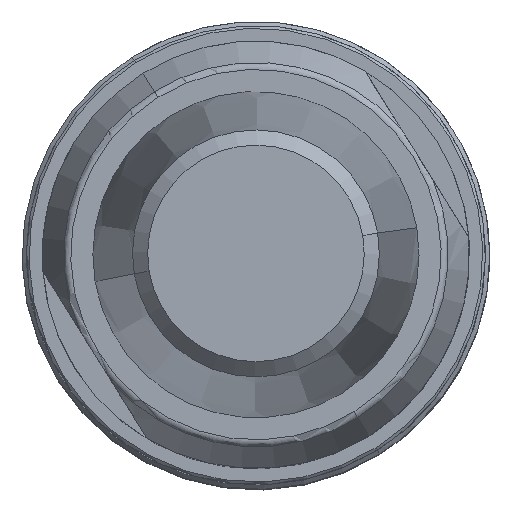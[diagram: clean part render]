
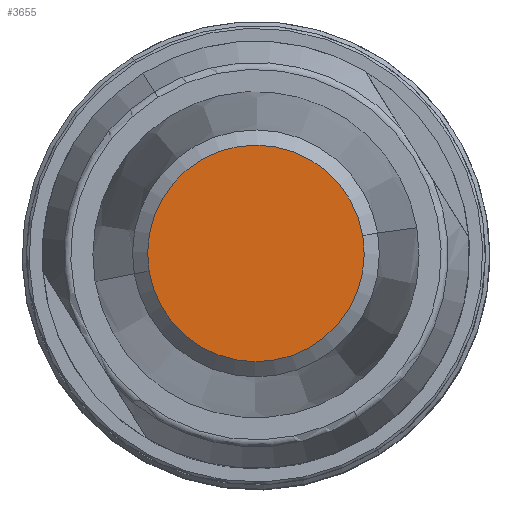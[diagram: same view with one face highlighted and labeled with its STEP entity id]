
A CAD part, top view. The second image highlights one B-rep face of the part: STEP entity #3655.
In plain terms, the highlighted planar face has unit normal (0, 0, 1).
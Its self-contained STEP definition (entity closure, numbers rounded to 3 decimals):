
#3617=AXIS2_PLACEMENT_3D('Circle Axis2P3D',#3615,#3616,$) ;
#3635=AXIS2_PLACEMENT_3D('Circle Axis2P3D',#3633,#3634,$) ;
#3649=AXIS2_PLACEMENT_3D('Plane Axis2P3D',#3646,#3647,#3648) ;
#3605=CARTESIAN_POINT('Vertex',(5.025,8.543,71.5)) ;
#3612=CARTESIAN_POINT('Vertex',(13.475,9.957,71.5)) ;
#3615=CARTESIAN_POINT('Axis2P3D Location',(9.25,9.25,71.5)) ;
#3633=CARTESIAN_POINT('Axis2P3D Location',(9.25,9.25,71.5)) ;
#3646=CARTESIAN_POINT('Axis2P3D Location',(9.25,9.25,71.5)) ;
#3616=DIRECTION('Axis2P3D Direction',(0.,0.,-1.)) ;
#3634=DIRECTION('Axis2P3D Direction',(0.,0.,-1.)) ;
#3647=DIRECTION('Axis2P3D Direction',(0.,0.,1.)) ;
#3648=DIRECTION('Axis2P3D XDirection',(0.986,0.165,0.)) ;
#3652=ORIENTED_EDGE('',*,*,#3637,.T.) ;
#3653=ORIENTED_EDGE('',*,*,#3619,.T.) ;
#3655=ADVANCED_FACE('Hauptk\X2\00F6\X0\rper',(#3654),#3650,.T.) ;
#3618=CIRCLE('generated circle',#3617,4.283) ;
#3636=CIRCLE('generated circle',#3635,4.283) ;
#3619=EDGE_CURVE('',#3606,#3613,#3618,.F.) ;
#3637=EDGE_CURVE('',#3613,#3606,#3636,.F.) ;
#3651=EDGE_LOOP('',(#3652,#3653)) ;
#3654=FACE_OUTER_BOUND('',#3651,.T.) ;
#3650=PLANE('',#3649) ;
#3606=VERTEX_POINT('',#3605) ;
#3613=VERTEX_POINT('',#3612) ;
